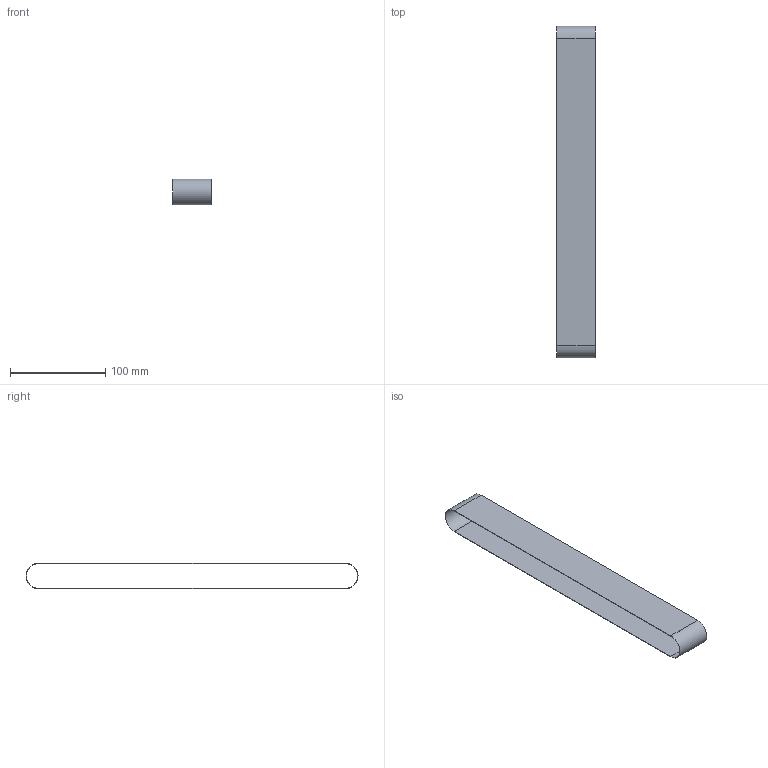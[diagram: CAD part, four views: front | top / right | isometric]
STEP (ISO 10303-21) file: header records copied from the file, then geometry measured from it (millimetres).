
FILE_DESCRIPTION(/* description */ (''),/* implementation_level */ '2;1');
FILE_NAME(/* name */ 'elastic_band.step',/* time_stamp */ '2020-10-14T08:13:05+02:00',/* author */ (''),/* organization */ (''),/* preprocessor_version */ 'ST-DEVELOPER v18.1',/* originating_system */ 'Autodesk Translation Framework v9.3.0.1241',/* authorisation */ '');
FILE_SCHEMA (('AUTOMOTIVE_DESIGN { 1 0 10303 214 3 1 1 }'));
Length unit declared in the file: millimetre
Products named in the file (1): Band
Bounding box: 40 x 348 x 27 mm (x, y, z)
Volume: 14505 mm3; surface area: 58745.4 mm2
Topology: 1 solids, 1 shells, 10 faces, 24 edges, 16 vertices
Faces by surface type: plane 6, cylinder 4
Entity records: 340 total; most frequent: DIRECTION 54, CARTESIAN_POINT 51, ORIENTED_EDGE 48, EDGE_CURVE 24, AXIS2_PLACEMENT_3D 19, LINE 16, VECTOR 16, VERTEX_POINT 16
